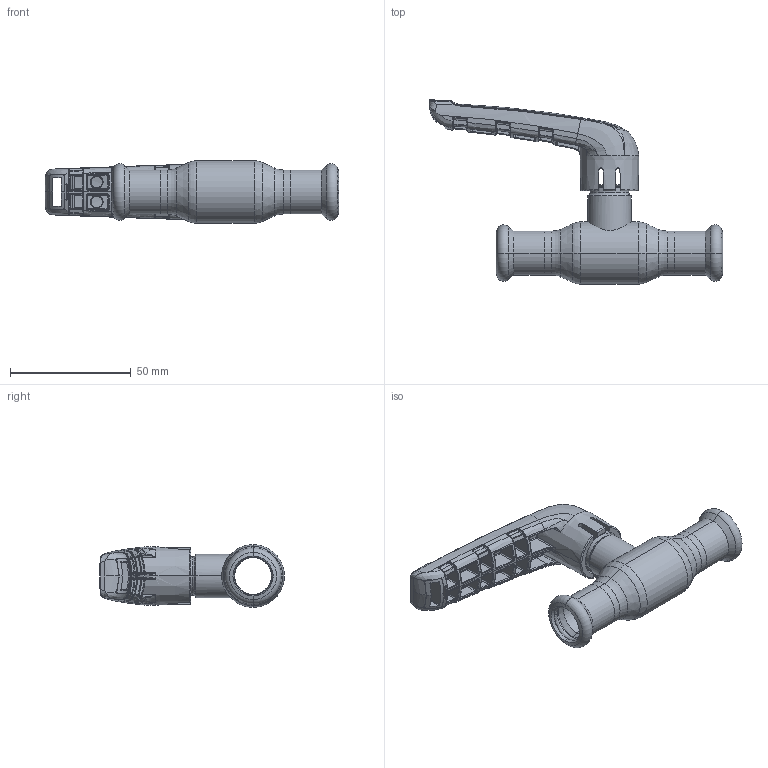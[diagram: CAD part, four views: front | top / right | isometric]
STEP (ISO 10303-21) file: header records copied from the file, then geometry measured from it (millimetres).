
FILE_DESCRIPTION (( 'STEP AP214' ), '1' );
FILE_NAME ('1010000100-xxxx.step', '2019-05-07T11:34:15', ( '' ), ( '' ), 'SwSTEP 2.0', 'SolidWorks 2017', '' );
FILE_SCHEMA (( 'AUTOMOTIVE_DESIGN' ));
Length unit declared in the file: millimetre
Products named in the file (1): 1010000100-xxxx
Bounding box: 121.78 x 76.68 x 26 mm (x, y, z)
Surface area: 20468.5 mm2 (no closed solid volume)
Topology: 0 solids, 10 shells, 828 faces, 2515 edges, 1598 vertices
Faces by surface type: bspline 687, plane 53, cylinder 34, cone 33, torus 21
Entity records: 70357 total; most frequent: CARTESIAN_POINT 45058, ORIENTED_EDGE 4283, EDGE_CURVE 2487, B_SPLINE_CURVE_WITH_KNOTS 1746, VERTEX_POINT 1598, DIRECTION 1589, EDGE_LOOP 851, UNCERTAINTY_MEASURE_WITH_UNIT 830
